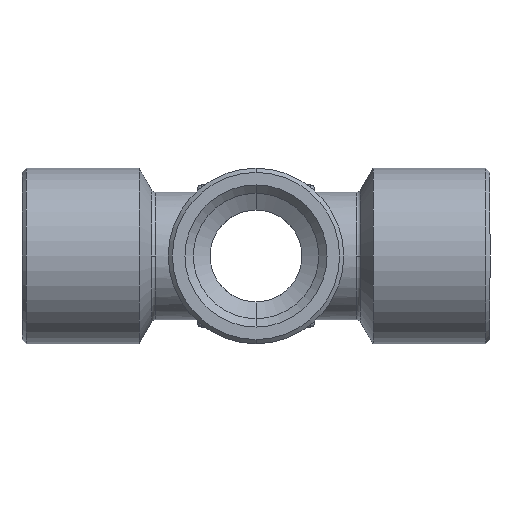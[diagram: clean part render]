
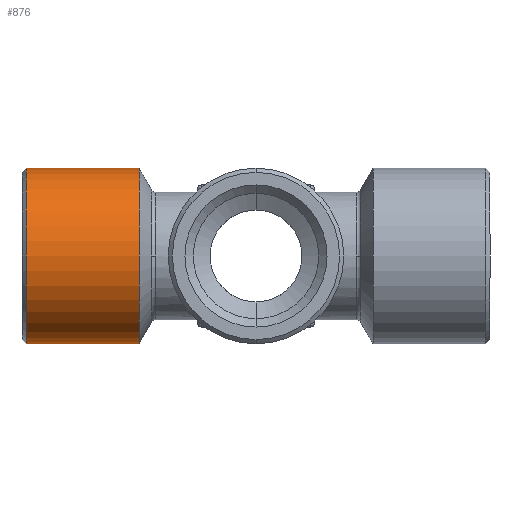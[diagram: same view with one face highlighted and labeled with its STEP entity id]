
A CAD part, left-side view. The second image highlights one B-rep face of the part: STEP entity #876.
In plain terms, the highlighted cylindrical face has radius 10.5 mm (diameter 21 mm), a partial arc.
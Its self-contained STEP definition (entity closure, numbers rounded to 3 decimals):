
#723 = EDGE_CURVE ( 'NONE', #873, #870, #3184, .T. ) ;
#844 = VERTEX_POINT ( 'NONE', #3379 ) ;
#846 = EDGE_CURVE ( 'NONE', #844, #874, #3378, .T. ) ;
#864 = ORIENTED_EDGE ( 'NONE', *, *, #846, .F. ) ;
#865 = ORIENTED_EDGE ( 'NONE', *, *, #946, .T. ) ;
#867 = EDGE_CURVE ( 'NONE', #873, #844, #3461, .T. ) ;
#868 = ORIENTED_EDGE ( 'NONE', *, *, #867, .F. ) ;
#870 = VERTEX_POINT ( 'NONE', #3456 ) ;
#873 = VERTEX_POINT ( 'NONE', #3446 ) ;
#874 = VERTEX_POINT ( 'NONE', #3445 ) ;
#876 = ADVANCED_FACE ( 'NONE', ( #3440 ), #3439, .T. ) ;
#877 = EDGE_LOOP ( 'NONE', ( #878, #865, #864, #868 ) ) ;
#878 = ORIENTED_EDGE ( 'NONE', *, *, #723, .T. ) ;
#946 = EDGE_CURVE ( 'NONE', #870, #874, #3583, .T. ) ;
#3180 = DIRECTION ( 'NONE',  ( 0., 0., 1. ) ) ;
#3181 = DIRECTION ( 'NONE',  ( 0., -1., 0. ) ) ;
#3182 = CARTESIAN_POINT ( 'NONE',  ( 0., 27.5, 0. ) ) ;
#3183 = AXIS2_PLACEMENT_3D ( 'NONE', #3182, #3181, #3180 ) ;
#3184 = CIRCLE ( 'NONE', #3183, 10.5 ) ;
#3374 = DIRECTION ( 'NONE',  ( 0., 0., 1. ) ) ;
#3375 = DIRECTION ( 'NONE',  ( 0., -1., 0. ) ) ;
#3376 = CARTESIAN_POINT ( 'NONE',  ( 0., 14., 0. ) ) ;
#3377 = AXIS2_PLACEMENT_3D ( 'NONE', #3376, #3375, #3374 ) ;
#3378 = CIRCLE ( 'NONE', #3377, 10.5 ) ;
#3379 = CARTESIAN_POINT ( 'NONE',  ( 0., 14., 10.5 ) ) ;
#3437 = AXIS2_PLACEMENT_3D ( 'NONE', #3438, #3497, #3496 ) ;
#3438 = CARTESIAN_POINT ( 'NONE',  ( 0., -9.788, 0. ) ) ;
#3439 = CYLINDRICAL_SURFACE ( 'NONE', #3437, 10.5 ) ;
#3440 = FACE_OUTER_BOUND ( 'NONE', #877, .T. ) ;
#3445 = CARTESIAN_POINT ( 'NONE',  ( 0., 14., -10.5 ) ) ;
#3446 = CARTESIAN_POINT ( 'NONE',  ( 0., 27.5, 10.5 ) ) ;
#3456 = CARTESIAN_POINT ( 'NONE',  ( 0., 27.5, -10.5 ) ) ;
#3458 = DIRECTION ( 'NONE',  ( 0., -1., 0. ) ) ;
#3459 = VECTOR ( 'NONE', #3458, 1000. ) ;
#3460 = CARTESIAN_POINT ( 'NONE',  ( 0., -9.788, 10.5 ) ) ;
#3461 = LINE ( 'NONE', #3460, #3459 ) ;
#3496 = DIRECTION ( 'NONE',  ( 0., 0., 1. ) ) ;
#3497 = DIRECTION ( 'NONE',  ( 0., -1., 0. ) ) ;
#3580 = DIRECTION ( 'NONE',  ( 0., -1., 0. ) ) ;
#3581 = VECTOR ( 'NONE', #3580, 1000. ) ;
#3582 = CARTESIAN_POINT ( 'NONE',  ( 0., -9.788, -10.5 ) ) ;
#3583 = LINE ( 'NONE', #3582, #3581 ) ;
